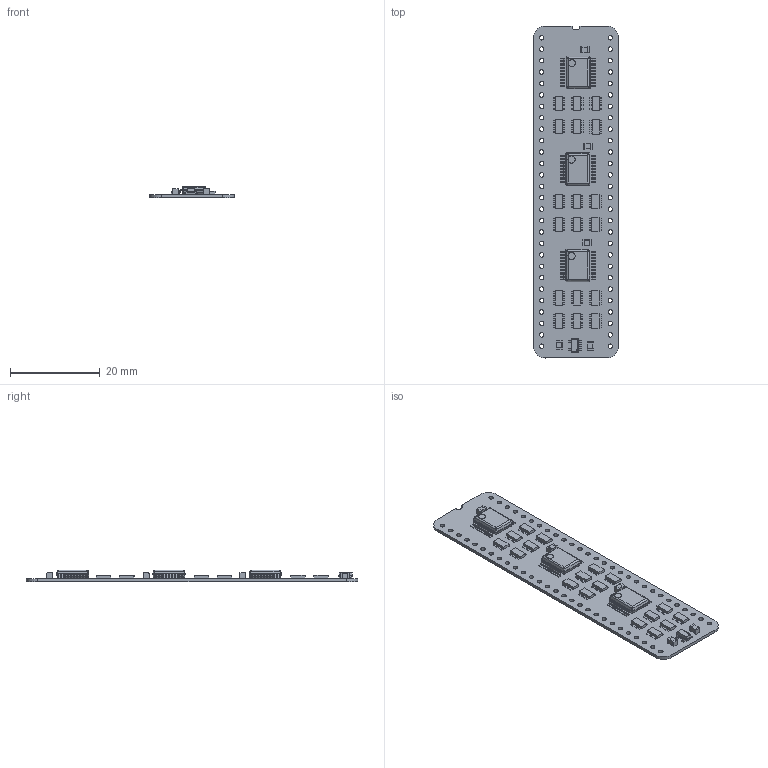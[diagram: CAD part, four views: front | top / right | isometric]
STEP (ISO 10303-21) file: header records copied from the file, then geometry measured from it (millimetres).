
FILE_DESCRIPTION(('KiCad electronic assembly'),'2;1');
FILE_NAME('Address Buffer 24bit.step','2024-08-15T09:32:46',('Pcbnew'),( 'Kicad'),'Open CASCADE STEP processor 7.8','KiCad to STEP converter' ,'Unknown');
FILE_SCHEMA(('AUTOMOTIVE_DESIGN { 1 0 10303 214 1 1 1 1 }'));
Length unit declared in the file: millimetre
Products named in the file (10): Address Buffer 24bit 1; SN74ABT245BDBR; DB0020A_ASM; CAY16-470J4LF; ASSEMBLY; C_0805_2012Metric; AP7365-33WG-7; Address Buffer 24bit_PCB
Assembly tree (32 placements, depth 3):
  Address Buffer 24bit 1
    SN74ABT245BDBR  x3
      DB0020A_ASM
    CAY16-470J4LF  x18
      ASSEMBLY
    C_0805_2012Metric  x5
      C_0805_2012Metric
    AP7365-33WG-7
      ASSEMBLY
    Address Buffer 24bit_PCB
Bounding box: 18.8 x 73.81 x 2.65 mm (x, y, z)
Volume: 1210.5 mm3; surface area: 3840.4 mm2
Topology: 237 solids, 237 shells, 2244 faces, 5189 edges, 3430 vertices
Faces by surface type: plane 1769, cylinder 451, bspline 24
Full cylindrical faces by diameter (mm): 0.2 x1, 1 x56
Entity records: 18170 total; most frequent: CARTESIAN_POINT 3504, DIRECTION 2909, ORIENTED_EDGE 2830, EDGE_CURVE 1415, LINE 1015, VECTOR 1015, AXIS2_PLACEMENT_3D 947, VERTEX_POINT 930
